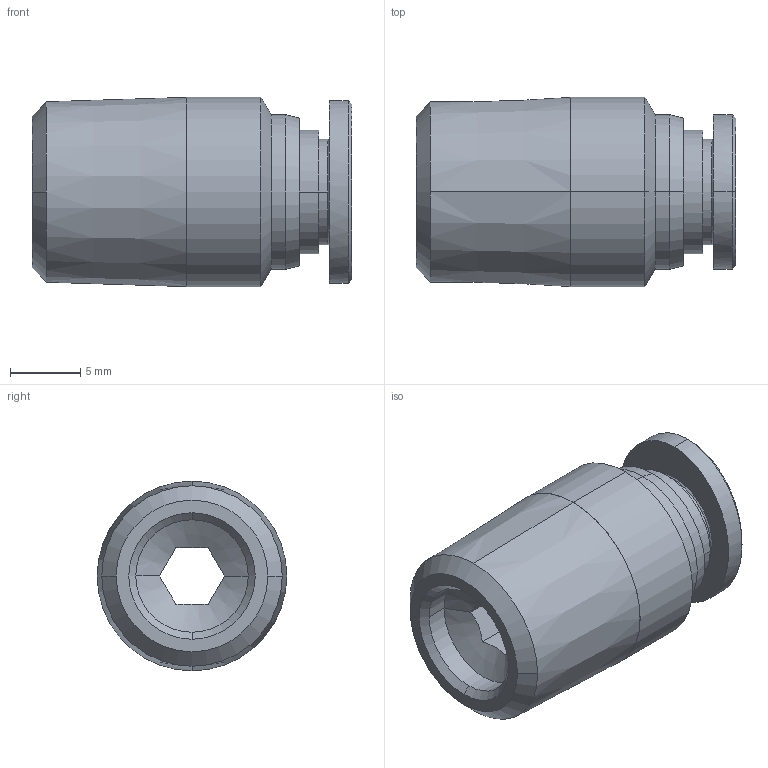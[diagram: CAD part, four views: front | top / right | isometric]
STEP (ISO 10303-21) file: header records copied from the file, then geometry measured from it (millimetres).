
FILE_DESCRIPTION (( 'STEP AP214' ), '1' );
FILE_NAME ('POC06-02.stp', '2015-10-20T14:57:58', ( '' ), ( '' ), 'SwSTEP 2.0', 'SolidWorks 2015', '' );
FILE_SCHEMA (( 'AUTOMOTIVE_DESIGN' ));
Length unit declared in the file: millimetre
Products named in the file (2): POC06-02; ｦ+ﾃｦ1
Assembly tree (1 placements, depth 2):
  POC06-02
    ｦ+ﾃｦ1
Bounding box: 22.75 x 13.5 x 13.5 mm (x, y, z)
Volume: 2129.1 mm3; surface area: 1625.8 mm2
Topology: 1 solids, 1 shells, 244 faces, 669 edges, 442 vertices
Faces by surface type: plane 177, bspline 32, cylinder 21, cone 14
Entity records: 9239 total; most frequent: CARTESIAN_POINT 2905, ORIENTED_EDGE 1338, DIRECTION 1075, EDGE_CURVE 669, VECTOR 527, LINE 527, VERTEX_POINT 442, AXIS2_PLACEMENT_3D 274
